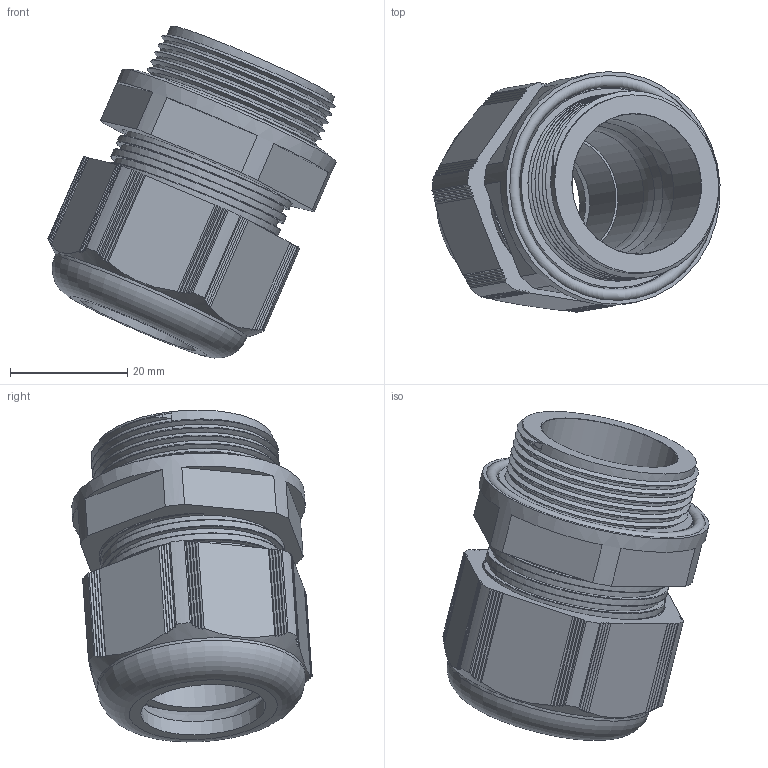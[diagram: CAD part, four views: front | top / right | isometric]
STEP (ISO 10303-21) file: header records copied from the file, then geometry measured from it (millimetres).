
FILE_DESCRIPTION(/* description */ ('Euro-Top-HP M 32x1,5'),/* implementation_level */ '2;1');
FILE_NAME(/* name */ '12084532HP-RST.stp',/* time_stamp */ '2022-10-18T14:23:12+02:00',/* author */ ('sl'),/* organization */ (''),/* preprocessor_version */ 'ST-DEVELOPER v16.5',/* originating_system */ 'Autodesk Inventor 2017',/* authorisation */ '');
FILE_SCHEMA (('AUTOMOTIVE_DESIGN { 1 0 10303 214 3 1 1 }'));
Length unit declared in the file: millimetre
Products named in the file (5): 11084532HP; 12084532HP; 11084532HP_1; 12084532HP_1; 11084532HP_2
Assembly tree (4 placements, depth 2):
  11084532HP
    12084532HP
    11084532HP_1
    12084532HP_1
    11084532HP_2
Bounding box: 49.15 x 41.01 x 56.65 mm (x, y, z)
Volume: 26606.2 mm3; surface area: 22367.5 mm2
Topology: 4 solids, 4 shells, 367 faces, 1000 edges, 650 vertices
Faces by surface type: plane 232, cylinder 94, torus 22, bspline 15, cone 4
Full cylindrical faces by diameter (mm): 20.8 x1, 21.4 x1, 21.6 x1, 23.65 x1, 24 x1, 24.45 x1, 26.05 x1, 26.4 x1, 30.478 x6, 32.08 x6, 34.15 x1, 35.56 x1, 38.5 x1, 39.78 x1
Entity records: 16827 total; most frequent: CARTESIAN_POINT 7725, ORIENTED_EDGE 1882, DIRECTION 1787, EDGE_CURVE 941, AXIS2_PLACEMENT_3D 635, VERTEX_POINT 624, LINE 517, VECTOR 517
